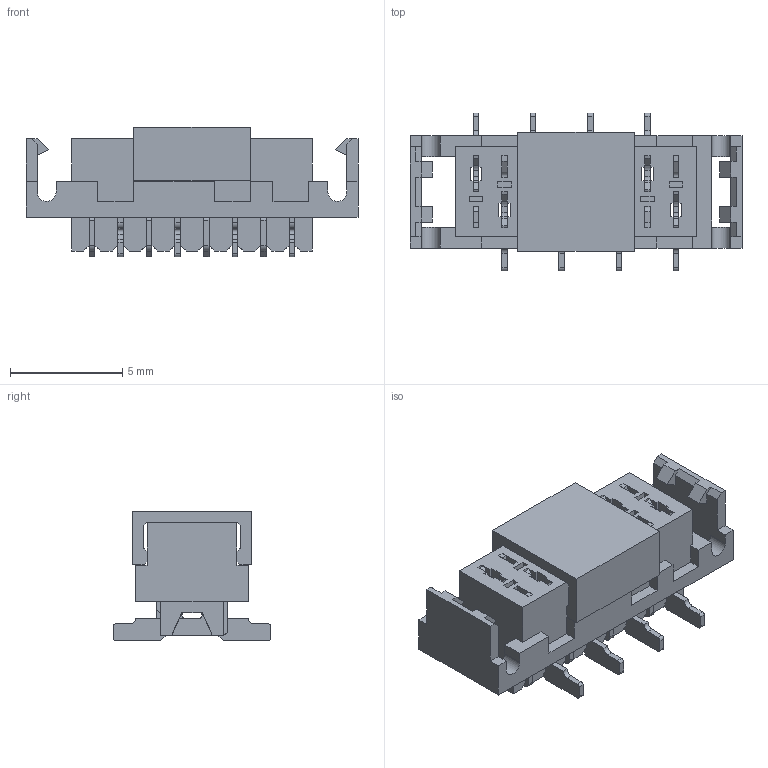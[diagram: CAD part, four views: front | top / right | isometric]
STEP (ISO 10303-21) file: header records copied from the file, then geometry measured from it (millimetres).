
FILE_DESCRIPTION(/* description */ ('Unknown'),/* implementation_level */ '2;1');
FILE_NAME(/* name */ 'J_Wurth_WR-MM_690367290876',/* time_stamp */ '2025-05-07T10:15:39+08:00',/* author */ ('Unknown'),/* organization */ ('Unknown'),/* preprocessor_version */ 'ST-DEVELOPER v19.4',/* originating_system */ 'Solid Edge',/* authorisation */ 'Unknown');
FILE_SCHEMA (('AUTOMOTIVE_DESIGN {1 0 10303 214 3 1 1}'));
Length unit declared in the file: millimetre
Products named in the file (2): J_Wurth_WR-MM_690367290876
Assembly tree (1 placements, depth 2):
  J_Wurth_WR-MM_690367290876
    J_Wurth_WR-MM_690367290876
Bounding box: 14.76 x 7 x 5.75 mm (x, y, z)
Volume: 235.1 mm3; surface area: 949.9 mm2
Topology: 10 solids, 10 shells, 704 faces, 2082 edges, 1388 vertices
Faces by surface type: plane 556, cylinder 148
Entity records: 23470 total; most frequent: CARTESIAN_POINT 4176, ORIENTED_EDGE 4164, DIRECTION 3790, EDGE_CURVE 2082, LINE 1786, VECTOR 1786, VERTEX_POINT 1388, AXIS2_PLACEMENT_3D 1002
